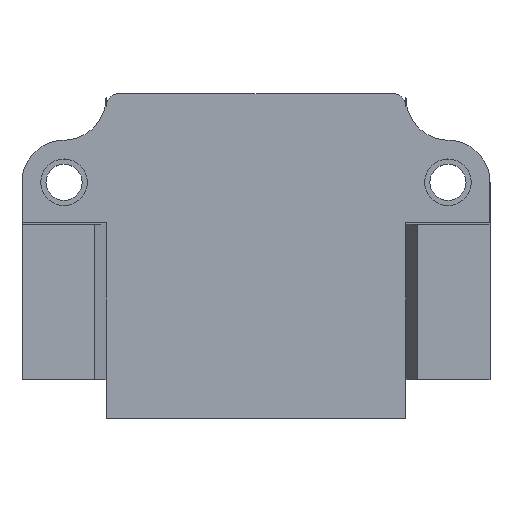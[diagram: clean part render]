
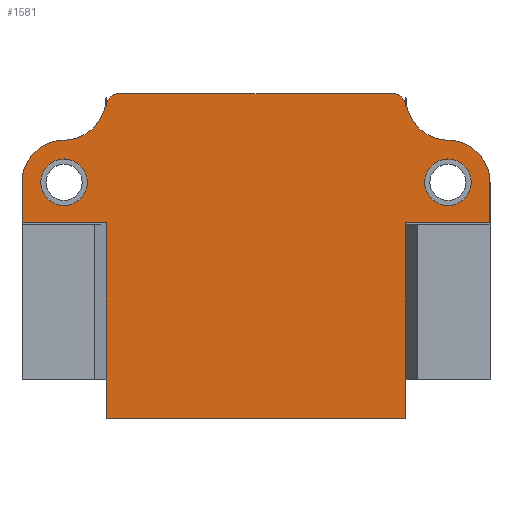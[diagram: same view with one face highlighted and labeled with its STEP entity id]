
A CAD part, top view. The second image highlights one B-rep face of the part: STEP entity #1581.
In plain terms, the highlighted face is planar.
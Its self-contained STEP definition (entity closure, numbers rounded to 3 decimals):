
#37=FACE_BOUND('',#260,.T.);
#38=FACE_BOUND('',#261,.T.);
#94=PLANE('',#1742);
#173=FACE_OUTER_BOUND('',#259,.T.);
#259=EDGE_LOOP('',(#1440,#1441,#1442,#1443,#1444,#1445,#1446,#1447,#1448,
#1449,#1450,#1451,#1452,#1453,#1454,#1455,#1456,#1457));
#260=EDGE_LOOP('',(#1458));
#261=EDGE_LOOP('',(#1459));
#386=LINE('',#2516,#557);
#401=LINE('',#2559,#572);
#405=LINE('',#2571,#576);
#409=LINE('',#2583,#580);
#414=LINE('',#2601,#585);
#417=LINE('',#2607,#588);
#420=LINE('',#2613,#591);
#423=LINE('',#2617,#594);
#425=LINE('',#2622,#596);
#428=LINE('',#2628,#599);
#431=LINE('',#2634,#602);
#434=LINE('',#2640,#605);
#557=VECTOR('',#2061,10.);
#572=VECTOR('',#2100,10.);
#576=VECTOR('',#2112,10.);
#580=VECTOR('',#2124,10.);
#585=VECTOR('',#2143,10.);
#588=VECTOR('',#2148,10.);
#591=VECTOR('',#2153,10.);
#594=VECTOR('',#2158,10.);
#596=VECTOR('',#2162,10.);
#599=VECTOR('',#2167,10.);
#602=VECTOR('',#2172,10.);
#605=VECTOR('',#2177,10.);
#642=CIRCLE('',#1708,1.8);
#644=CIRCLE('',#1711,1.8);
#647=CIRCLE('',#1715,3.294);
#649=CIRCLE('',#1719,1.);
#651=CIRCLE('',#1723,1.);
#653=CIRCLE('',#1727,3.294);
#655=CIRCLE('',#1730,3.25);
#657=CIRCLE('',#1741,3.25);
#761=VERTEX_POINT('',#2514);
#762=VERTEX_POINT('',#2515);
#769=VERTEX_POINT('',#2535);
#771=VERTEX_POINT('',#2541);
#775=VERTEX_POINT('',#2550);
#776=VERTEX_POINT('',#2552);
#778=VERTEX_POINT('',#2558);
#780=VERTEX_POINT('',#2564);
#782=VERTEX_POINT('',#2570);
#784=VERTEX_POINT('',#2576);
#786=VERTEX_POINT('',#2582);
#788=VERTEX_POINT('',#2588);
#790=VERTEX_POINT('',#2594);
#792=VERTEX_POINT('',#2600);
#794=VERTEX_POINT('',#2606);
#796=VERTEX_POINT('',#2612);
#798=VERTEX_POINT('',#2621);
#800=VERTEX_POINT('',#2627);
#802=VERTEX_POINT('',#2633);
#804=VERTEX_POINT('',#2639);
#964=EDGE_CURVE('',#761,#762,#386,.T.);
#974=EDGE_CURVE('',#769,#769,#642,.T.);
#977=EDGE_CURVE('',#771,#771,#644,.T.);
#982=EDGE_CURVE('',#776,#775,#647,.T.);
#985=EDGE_CURVE('',#778,#776,#401,.T.);
#988=EDGE_CURVE('',#780,#778,#649,.T.);
#991=EDGE_CURVE('',#782,#780,#405,.T.);
#994=EDGE_CURVE('',#784,#782,#651,.T.);
#997=EDGE_CURVE('',#786,#784,#409,.T.);
#1000=EDGE_CURVE('',#788,#786,#653,.T.);
#1003=EDGE_CURVE('',#790,#788,#655,.T.);
#1006=EDGE_CURVE('',#792,#790,#414,.T.);
#1009=EDGE_CURVE('',#794,#792,#417,.F.);
#1012=EDGE_CURVE('',#796,#794,#420,.F.);
#1015=EDGE_CURVE('',#796,#762,#423,.T.);
#1017=EDGE_CURVE('',#798,#761,#425,.T.);
#1020=EDGE_CURVE('',#800,#798,#428,.F.);
#1023=EDGE_CURVE('',#802,#800,#431,.F.);
#1026=EDGE_CURVE('',#804,#802,#434,.T.);
#1029=EDGE_CURVE('',#775,#804,#657,.T.);
#1440=ORIENTED_EDGE('',*,*,#1029,.T.);
#1441=ORIENTED_EDGE('',*,*,#1026,.T.);
#1442=ORIENTED_EDGE('',*,*,#1023,.T.);
#1443=ORIENTED_EDGE('',*,*,#1020,.T.);
#1444=ORIENTED_EDGE('',*,*,#1017,.T.);
#1445=ORIENTED_EDGE('',*,*,#964,.T.);
#1446=ORIENTED_EDGE('',*,*,#1015,.F.);
#1447=ORIENTED_EDGE('',*,*,#1012,.T.);
#1448=ORIENTED_EDGE('',*,*,#1009,.T.);
#1449=ORIENTED_EDGE('',*,*,#1006,.T.);
#1450=ORIENTED_EDGE('',*,*,#1003,.T.);
#1451=ORIENTED_EDGE('',*,*,#1000,.T.);
#1452=ORIENTED_EDGE('',*,*,#997,.T.);
#1453=ORIENTED_EDGE('',*,*,#994,.T.);
#1454=ORIENTED_EDGE('',*,*,#991,.T.);
#1455=ORIENTED_EDGE('',*,*,#988,.T.);
#1456=ORIENTED_EDGE('',*,*,#985,.T.);
#1457=ORIENTED_EDGE('',*,*,#982,.T.);
#1458=ORIENTED_EDGE('',*,*,#977,.T.);
#1459=ORIENTED_EDGE('',*,*,#974,.T.);
#1581=ADVANCED_FACE('',(#173,#37,#38),#94,.T.);
#1708=AXIS2_PLACEMENT_3D('',#2536,#2077,#2078);
#1711=AXIS2_PLACEMENT_3D('',#2542,#2084,#2085);
#1715=AXIS2_PLACEMENT_3D('',#2553,#2094,#2095);
#1719=AXIS2_PLACEMENT_3D('',#2565,#2106,#2107);
#1723=AXIS2_PLACEMENT_3D('',#2577,#2118,#2119);
#1727=AXIS2_PLACEMENT_3D('',#2589,#2130,#2131);
#1730=AXIS2_PLACEMENT_3D('',#2595,#2137,#2138);
#1741=AXIS2_PLACEMENT_3D('',#2644,#2183,#2184);
#1742=AXIS2_PLACEMENT_3D('',#2645,#2185,#2186);
#2061=DIRECTION('',(-1.,0.,0.));
#2077=DIRECTION('center_axis',(0.,0.,1.));
#2078=DIRECTION('ref_axis',(-1.,0.,0.));
#2084=DIRECTION('center_axis',(0.,0.,1.));
#2085=DIRECTION('ref_axis',(-1.,0.,0.));
#2094=DIRECTION('center_axis',(0.,0.,1.));
#2095=DIRECTION('ref_axis',(-0.013,-1.,0.));
#2100=DIRECTION('',(0.,1.,0.));
#2106=DIRECTION('center_axis',(0.,0.,-1.));
#2107=DIRECTION('ref_axis',(0.,1.,0.));
#2112=DIRECTION('',(1.,0.,0.));
#2118=DIRECTION('center_axis',(0.,0.,-1.));
#2119=DIRECTION('ref_axis',(-1.,0.,0.));
#2124=DIRECTION('',(0.,-1.,0.));
#2130=DIRECTION('center_axis',(0.,0.,1.));
#2131=DIRECTION('ref_axis',(1.,0.,0.));
#2137=DIRECTION('center_axis',(0.,0.,-1.));
#2138=DIRECTION('ref_axis',(-1.,0.,0.));
#2143=DIRECTION('',(0.,1.,0.));
#2148=DIRECTION('',(1.,0.,0.));
#2153=DIRECTION('',(1.,-0.013,0.));
#2158=DIRECTION('',(0.,-1.,0.));
#2162=DIRECTION('',(0.,-1.,0.));
#2167=DIRECTION('',(1.,0.013,0.));
#2172=DIRECTION('',(1.,0.,0.));
#2177=DIRECTION('',(0.,-1.,0.));
#2183=DIRECTION('center_axis',(0.,0.,-1.));
#2184=DIRECTION('ref_axis',(0.,1.,0.));
#2185=DIRECTION('center_axis',(0.,0.,-1.));
#2186=DIRECTION('ref_axis',(-1.,0.,0.));
#2514=CARTESIAN_POINT('',(-24.6,-12.25,-0.4));
#2515=CARTESIAN_POINT('',(-47.8,-12.25,-0.4));
#2516=CARTESIAN_POINT('',(-24.6,-12.25,-0.4));
#2535=CARTESIAN_POINT('',(-19.55,6.,-0.4));
#2536=CARTESIAN_POINT('Origin',(-21.35,6.,-0.4));
#2541=CARTESIAN_POINT('',(-49.25,6.,-0.4));
#2542=CARTESIAN_POINT('Origin',(-51.05,6.,-0.4));
#2550=CARTESIAN_POINT('',(-21.35,9.25,-0.4));
#2552=CARTESIAN_POINT('',(-24.6,12.544,-0.4));
#2553=CARTESIAN_POINT('Origin',(-21.306,12.544,-0.4));
#2558=CARTESIAN_POINT('',(-24.6,11.85,-0.4));
#2559=CARTESIAN_POINT('',(-24.6,11.85,-0.4));
#2564=CARTESIAN_POINT('',(-25.6,12.85,-0.4));
#2565=CARTESIAN_POINT('Origin',(-25.6,11.85,-0.4));
#2570=CARTESIAN_POINT('',(-46.8,12.85,-0.4));
#2571=CARTESIAN_POINT('',(-46.8,12.85,-0.4));
#2576=CARTESIAN_POINT('',(-47.8,11.85,-0.4));
#2577=CARTESIAN_POINT('Origin',(-46.8,11.85,-0.4));
#2582=CARTESIAN_POINT('',(-47.8,12.544,-0.4));
#2583=CARTESIAN_POINT('',(-47.8,12.544,-0.4));
#2588=CARTESIAN_POINT('',(-51.05,9.25,-0.4));
#2589=CARTESIAN_POINT('Origin',(-51.094,12.544,-0.4));
#2594=CARTESIAN_POINT('',(-54.3,6.,-0.4));
#2595=CARTESIAN_POINT('Origin',(-51.05,6.,-0.4));
#2600=CARTESIAN_POINT('',(-54.3,2.9,-0.4));
#2601=CARTESIAN_POINT('',(-54.3,2.75,-0.4));
#2606=CARTESIAN_POINT('',(-51.049,2.9,-0.4));
#2607=CARTESIAN_POINT('',(-43.625,2.9,-0.4));
#2612=CARTESIAN_POINT('',(-47.8,2.856,-0.4));
#2613=CARTESIAN_POINT('',(-41.986,2.778,-0.4));
#2617=CARTESIAN_POINT('',(-47.8,-11.25,-0.4));
#2621=CARTESIAN_POINT('',(-24.6,2.856,-0.4));
#2622=CARTESIAN_POINT('',(-24.6,2.706,-0.4));
#2627=CARTESIAN_POINT('',(-21.351,2.9,-0.4));
#2628=CARTESIAN_POINT('',(-28.789,2.8,-0.4));
#2633=CARTESIAN_POINT('',(-18.1,2.9,-0.4));
#2634=CARTESIAN_POINT('',(-27.15,2.9,-0.4));
#2639=CARTESIAN_POINT('',(-18.1,6.,-0.4));
#2640=CARTESIAN_POINT('',(-18.1,6.,-0.4));
#2644=CARTESIAN_POINT('Origin',(-21.35,6.,-0.4));
#2645=CARTESIAN_POINT('Origin',(-36.2,0.8,-0.4));
